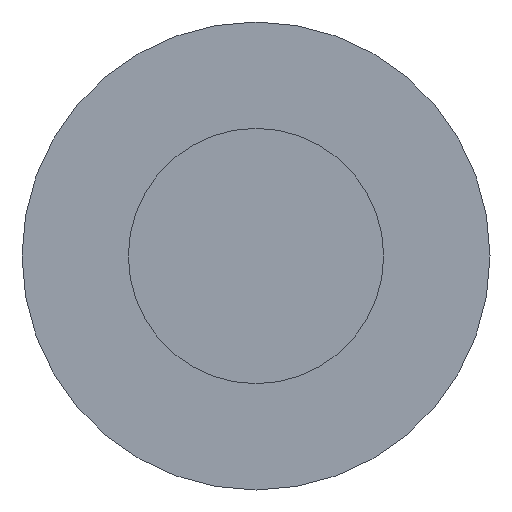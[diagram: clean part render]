
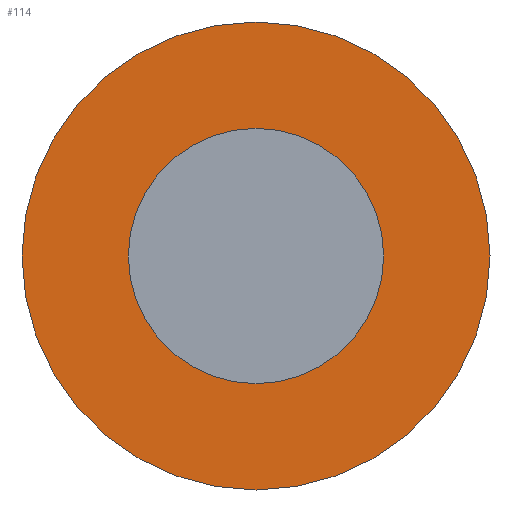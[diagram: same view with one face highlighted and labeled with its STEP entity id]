
A CAD part, front view. The second image highlights one B-rep face of the part: STEP entity #114.
In plain terms, the highlighted planar face has unit normal (0, -1, 0).
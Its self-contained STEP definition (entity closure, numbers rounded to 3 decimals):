
#27 = EDGE_LOOP ( 'NONE', ( #28, #30 ) ) ;
#28 = ORIENTED_EDGE ( 'NONE', *, *, #29, .F. ) ;
#29 = EDGE_CURVE ( 'NONE', #157, #154, #82, .T. ) ;
#30 = ORIENTED_EDGE ( 'NONE', *, *, #156, .F. ) ;
#41 = DIRECTION ( 'NONE',  ( 0., 0., 1. ) ) ;
#42 = DIRECTION ( 'NONE',  ( 0., 1., 0. ) ) ;
#43 = CARTESIAN_POINT ( 'NONE',  ( 0., 0., 0. ) ) ;
#44 = AXIS2_PLACEMENT_3D ( 'NONE', #43, #42, #41 ) ;
#45 = PLANE ( 'NONE',  #44 ) ;
#46 = FACE_BOUND ( 'NONE', #27, .T. ) ;
#47 = FACE_OUTER_BOUND ( 'NONE', #115, .T. ) ;
#52 = CARTESIAN_POINT ( 'NONE',  ( 0., 0., -2.75 ) ) ;
#53 = DIRECTION ( 'NONE',  ( 0., 0., 1. ) ) ;
#54 = DIRECTION ( 'NONE',  ( 0., 1., 0. ) ) ;
#55 = CARTESIAN_POINT ( 'NONE',  ( 0., 0., 0. ) ) ;
#56 = AXIS2_PLACEMENT_3D ( 'NONE', #55, #54, #53 ) ;
#57 = CIRCLE ( 'NONE', #56, 2.75 ) ;
#75 = DIRECTION ( 'NONE',  ( 0., 0., 1. ) ) ;
#76 = DIRECTION ( 'NONE',  ( 0., -1., 0. ) ) ;
#77 = CARTESIAN_POINT ( 'NONE',  ( 0., 0., 0. ) ) ;
#78 = AXIS2_PLACEMENT_3D ( 'NONE', #77, #76, #75 ) ;
#82 = CIRCLE ( 'NONE', #78, 1.5 ) ;
#110 = EDGE_CURVE ( 'NONE', #245, #111, #57, .T. ) ;
#111 = VERTEX_POINT ( 'NONE', #52 ) ;
#114 = ADVANCED_FACE ( 'NONE', ( #47, #46 ), #45, .F. ) ;
#115 = EDGE_LOOP ( 'NONE', ( #116, #118 ) ) ;
#116 = ORIENTED_EDGE ( 'NONE', *, *, #117, .F. ) ;
#117 = EDGE_CURVE ( 'NONE', #111, #245, #451, .T. ) ;
#118 = ORIENTED_EDGE ( 'NONE', *, *, #110, .F. ) ;
#154 = VERTEX_POINT ( 'NONE', #513 ) ;
#156 = EDGE_CURVE ( 'NONE', #154, #157, #512, .T. ) ;
#157 = VERTEX_POINT ( 'NONE', #507 ) ;
#245 = VERTEX_POINT ( 'NONE', #608 ) ;
#447 = DIRECTION ( 'NONE',  ( 0., 0., 1. ) ) ;
#448 = DIRECTION ( 'NONE',  ( 0., 1., 0. ) ) ;
#449 = CARTESIAN_POINT ( 'NONE',  ( 0., 0., 0. ) ) ;
#450 = AXIS2_PLACEMENT_3D ( 'NONE', #449, #448, #447 ) ;
#451 = CIRCLE ( 'NONE', #450, 2.75 ) ;
#507 = CARTESIAN_POINT ( 'NONE',  ( 0., 0., 1.5 ) ) ;
#508 = DIRECTION ( 'NONE',  ( 0., 0., 1. ) ) ;
#509 = DIRECTION ( 'NONE',  ( 0., -1., 0. ) ) ;
#510 = CARTESIAN_POINT ( 'NONE',  ( 0., 0., 0. ) ) ;
#511 = AXIS2_PLACEMENT_3D ( 'NONE', #510, #509, #508 ) ;
#512 = CIRCLE ( 'NONE', #511, 1.5 ) ;
#513 = CARTESIAN_POINT ( 'NONE',  ( 0., 0., -1.5 ) ) ;
#608 = CARTESIAN_POINT ( 'NONE',  ( 0., 0., 2.75 ) ) ;
